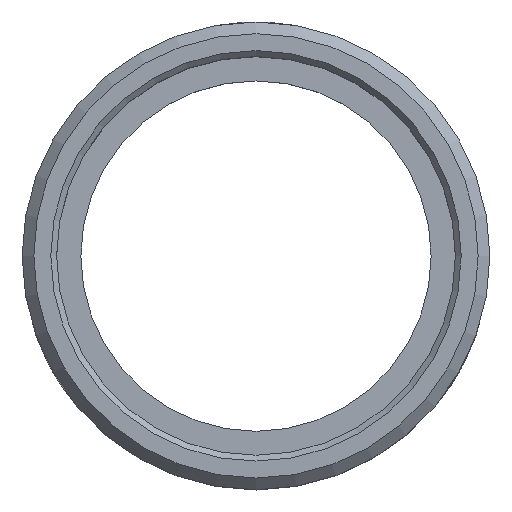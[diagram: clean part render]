
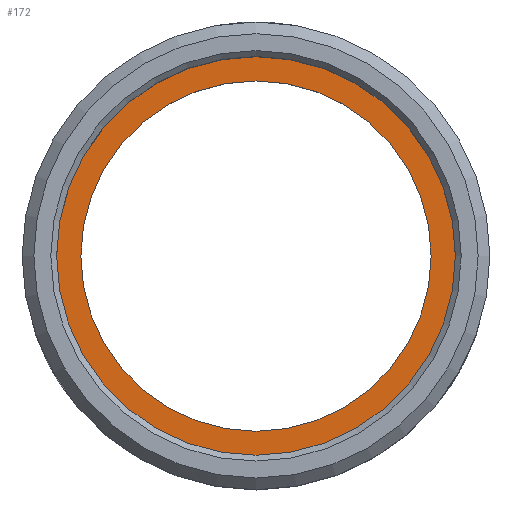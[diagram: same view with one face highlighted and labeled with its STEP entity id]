
A CAD part, top view. The second image highlights one B-rep face of the part: STEP entity #172.
In plain terms, the highlighted planar face has unit normal (0, 0, 1).
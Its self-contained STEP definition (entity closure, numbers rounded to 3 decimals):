
#17=PLANE('',#200);
#21=CIRCLE('',#191,17.05);
#26=CIRCLE('',#201,14.98);
#46=FACE_BOUND('',#87,.T.);
#58=FACE_OUTER_BOUND('',#86,.T.);
#86=EDGE_LOOP('',(#152));
#87=EDGE_LOOP('',(#153));
#105=VERTEX_POINT('',#578);
#110=VERTEX_POINT('',#593);
#120=EDGE_CURVE('',#105,#105,#21,.T.);
#125=EDGE_CURVE('',#110,#110,#26,.T.);
#152=ORIENTED_EDGE('',*,*,#120,.T.);
#153=ORIENTED_EDGE('',*,*,#125,.F.);
#172=ADVANCED_FACE('',(#58,#46),#17,.F.);
#191=AXIS2_PLACEMENT_3D('',#579,#223,#224);
#200=AXIS2_PLACEMENT_3D('',#592,#241,#242);
#201=AXIS2_PLACEMENT_3D('',#594,#243,#244);
#223=DIRECTION('center_axis',(0.,0.,1.));
#224=DIRECTION('ref_axis',(-1.,0.,0.));
#241=DIRECTION('center_axis',(0.,0.,-1.));
#242=DIRECTION('ref_axis',(-1.,0.,0.));
#243=DIRECTION('center_axis',(0.,0.,1.));
#244=DIRECTION('ref_axis',(-1.,0.,0.));
#578=CARTESIAN_POINT('',(17.05,0.,2.));
#579=CARTESIAN_POINT('Origin',(0.,0.,2.));
#592=CARTESIAN_POINT('Origin',(0.,0.,2.));
#593=CARTESIAN_POINT('',(14.98,0.,2.));
#594=CARTESIAN_POINT('Origin',(0.,0.,2.));
